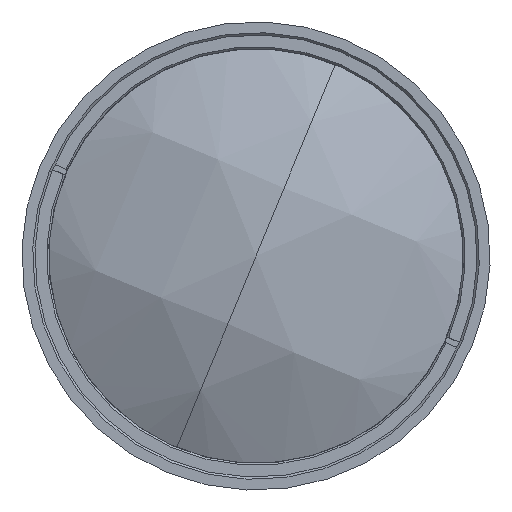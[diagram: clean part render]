
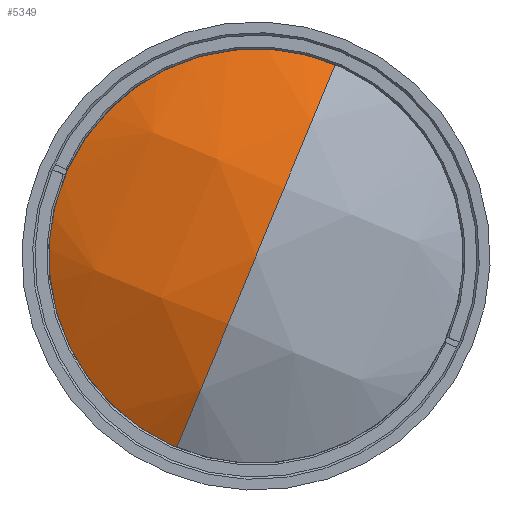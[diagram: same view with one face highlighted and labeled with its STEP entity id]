
A CAD part, left-side view. The second image highlights one B-rep face of the part: STEP entity #5349.
In plain terms, the highlighted free-form (B-spline) face has degree [3, 3] with [4, 4] control points.
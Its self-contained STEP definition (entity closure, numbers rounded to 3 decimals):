
#645 = CARTESIAN_POINT ( 'NONE',  ( -300.789, -8.012, 19.391 ) ) ;
#735 = CIRCLE ( 'NONE', #8630, 118.259 ) ;
#1936 = DIRECTION ( 'NONE',  ( -1., 0., 0. ) ) ;
#3444 = ORIENTED_EDGE ( 'NONE', *, *, #7571, .T. ) ;
#4582 = FACE_OUTER_BOUND ( 'NONE', #24261, .T. ) ;
#4855 = CARTESIAN_POINT ( 'NONE',  ( -295.511, 46.376, -3.541 ) ) ;
#5349 = ADVANCED_FACE ( 'NONE', ( #4582 ), #28074, .T. ) ;
#5747 = DIRECTION ( 'NONE',  ( 0., 0.382, -0.924 ) ) ;
#6699 = CARTESIAN_POINT ( 'NONE',  ( -280.688, 0., 0. ) ) ;
#6876 = CARTESIAN_POINT ( 'NONE',  ( -275.936, 54.027, -40.027 ) ) ;
#6886 = CARTESIAN_POINT ( 'NONE',  ( -280.688, 0., 0. ) ) ;
#7018 = CARTESIAN_POINT ( 'NONE',  ( -280.342, -22.004, 53.258 ) ) ;
#7571 = EDGE_CURVE ( 'NONE', #25738, #21935, #10510, .T. ) ;
#8630 = AXIS2_PLACEMENT_3D ( 'NONE', #28027, #10856, #5747 ) ;
#9218 = CARTESIAN_POINT ( 'NONE',  ( -300.789, 27.504, -11.338 ) ) ;
#9367 = CARTESIAN_POINT ( 'NONE',  ( -280.342, 38.274, -46.535 ) ) ;
#10510 = CIRCLE ( 'NONE', #27695, 57. ) ;
#10856 = DIRECTION ( 'NONE',  ( 0., 0.924, 0.382 ) ) ;
#11405 = CARTESIAN_POINT ( 'NONE',  ( -295.511, 30.352, 35.241 ) ) ;
#11556 = CARTESIAN_POINT ( 'NONE',  ( -267.405, 24.252, 72.369 ) ) ;
#12800 = VERTEX_POINT ( 'NONE', #21595 ) ;
#13204 = EDGE_CURVE ( 'NONE', #21935, #12800, #735, .T. ) ;
#14621 = AXIS2_PLACEMENT_3D ( 'NONE', #6886, #22783, #24676 ) ;
#15456 = DIRECTION ( 'NONE',  ( 0., -0.924, -0.382 ) ) ;
#16053 = CARTESIAN_POINT ( 'NONE',  ( -300.789, 8.012, -19.391 ) ) ;
#16872 = ORIENTED_EDGE ( 'NONE', *, *, #13204, .T. ) ;
#16979 = EDGE_CURVE ( 'NONE', #12800, #25738, #20710, .T. ) ;
#18403 = CARTESIAN_POINT ( 'NONE',  ( -280.342, -5.733, 59.98 ) ) ;
#20301 = CARTESIAN_POINT ( 'NONE',  ( -285.29, 47.402, 42.286 ) ) ;
#20619 = CARTESIAN_POINT ( 'NONE',  ( -280.342, 22.004, -53.258 ) ) ;
#20710 = CIRCLE ( 'NONE', #14621, 57. ) ;
#21595 = CARTESIAN_POINT ( 'NONE',  ( -280.688, -21.765, 52.681 ) ) ;
#21935 = VERTEX_POINT ( 'NONE', #22094 ) ;
#22094 = CARTESIAN_POINT ( 'NONE',  ( -280.688, 21.765, -52.681 ) ) ;
#22491 = CARTESIAN_POINT ( 'NONE',  ( -275.936, 10.02, 66.488 ) ) ;
#22783 = DIRECTION ( 'NONE',  ( -1., 0., 0. ) ) ;
#23944 = ORIENTED_EDGE ( 'NONE', *, *, #16979, .T. ) ;
#24261 = EDGE_LOOP ( 'NONE', ( #3444, #16872, #23944 ) ) ;
#24372 = CARTESIAN_POINT ( 'NONE',  ( -300.789, 11.481, 27.444 ) ) ;
#24676 = DIRECTION ( 'NONE',  ( 0., -0.924, -0.382 ) ) ;
#24796 = CARTESIAN_POINT ( 'NONE',  ( -285.29, 63.426, 3.504 ) ) ;
#25647 = CARTESIAN_POINT ( 'NONE',  ( -280.688, 52.681, 21.765 ) ) ;
#25738 = VERTEX_POINT ( 'NONE', #25647 ) ;
#26830 = CARTESIAN_POINT ( 'NONE',  ( -267.405, 68.259, -34.147 ) ) ;
#27695 = AXIS2_PLACEMENT_3D ( 'NONE', #6699, #1936, #15456 ) ;
#28027 = CARTESIAN_POINT ( 'NONE',  ( -177.073, 0., 0. ) ) ;
#28074 =( BOUNDED_SURFACE ( )  B_SPLINE_SURFACE ( 3, 3, ( 
 ( #20619, #9367, #6876, #26830 ),
 ( #16053, #9218, #4855, #24796 ),
 ( #645, #24372, #11405, #20301 ),
 ( #7018, #18403, #22491, #11556 ) ),
 .UNSPECIFIED., .F., .F., .F. ) 
 B_SPLINE_SURFACE_WITH_KNOTS ( ( 4, 4 ),
 ( 4, 4 ),
 ( 0., 1. ),
 ( 0., 1. ),
 .UNSPECIFIED. ) 
 GEOMETRIC_REPRESENTATION_ITEM ( )  RATIONAL_B_SPLINE_SURFACE ( (
 ( 1., 0.979, 0.979, 1.),
 ( 0.916, 0.896, 0.896, 0.916),
 ( 0.916, 0.896, 0.896, 0.916),
 ( 1., 0.979, 0.979, 1.) ) ) 
 REPRESENTATION_ITEM ( '' )  SURFACE ( )  );
